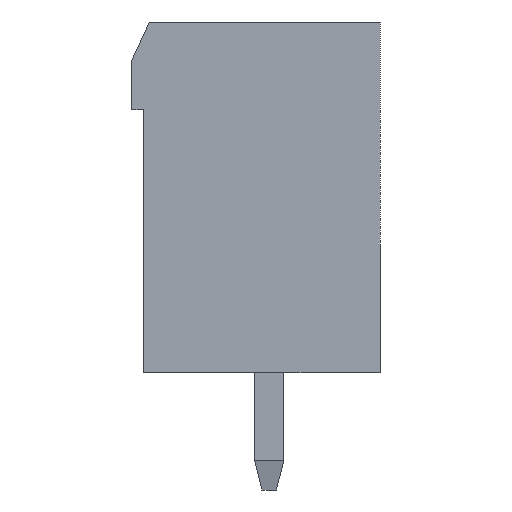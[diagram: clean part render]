
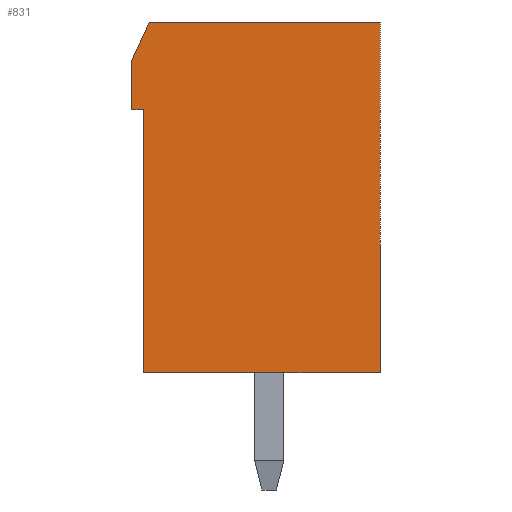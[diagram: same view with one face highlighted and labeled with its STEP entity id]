
A CAD part, left-side view. The second image highlights one B-rep face of the part: STEP entity #831.
In plain terms, the highlighted planar face has unit normal (-1, 0, 0).
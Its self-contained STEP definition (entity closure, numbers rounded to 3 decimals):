
#831 = ADVANCED_FACE( '', ( #1791 ), #1792, .F. );
#1791 = FACE_OUTER_BOUND( '', #2915, .T. );
#1792 = PLANE( '', #2916 );
#2915 = EDGE_LOOP( '', ( #4997, #4998, #4999, #5000, #5001, #5002, #5003 ) );
#2916 = AXIS2_PLACEMENT_3D( '', #5004, #5005, #5006 );
#4997 = ORIENTED_EDGE( '', *, *, #7326, .F. );
#4998 = ORIENTED_EDGE( '', *, *, #7302, .F. );
#4999 = ORIENTED_EDGE( '', *, *, #7700, .F. );
#5000 = ORIENTED_EDGE( '', *, *, #7388, .F. );
#5001 = ORIENTED_EDGE( '', *, *, #7510, .F. );
#5002 = ORIENTED_EDGE( '', *, *, #7359, .F. );
#5003 = ORIENTED_EDGE( '', *, *, #7701, .F. );
#5004 = CARTESIAN_POINT( '', ( -25., 0., 0. ) );
#5005 = DIRECTION( '', ( 1., 0., 0. ) );
#5006 = DIRECTION( '', ( 0., 0., -1. ) );
#7302 = EDGE_CURVE( '', #8940, #8942, #8943, .T. );
#7326 = EDGE_CURVE( '', #8942, #8978, #8979, .T. );
#7359 = EDGE_CURVE( '', #9036, #9038, #9039, .T. );
#7388 = EDGE_CURVE( '', #9086, #9082, #9088, .T. );
#7510 = EDGE_CURVE( '', #9038, #9086, #9274, .T. );
#7700 = EDGE_CURVE( '', #9082, #8940, #9564, .T. );
#7701 = EDGE_CURVE( '', #8978, #9036, #9565, .T. );
#8940 = VERTEX_POINT( '', #11278 );
#8942 = VERTEX_POINT( '', #11281 );
#8943 = LINE( '', #11282, #11283 );
#8978 = VERTEX_POINT( '', #11334 );
#8979 = LINE( '', #11335, #11336 );
#9036 = VERTEX_POINT( '', #11414 );
#9038 = VERTEX_POINT( '', #11417 );
#9039 = LINE( '', #11418, #11419 );
#9082 = VERTEX_POINT( '', #11481 );
#9086 = VERTEX_POINT( '', #11487 );
#9088 = LINE( '', #11490, #11491 );
#9274 = LINE( '', #11802, #11803 );
#9564 = LINE( '', #12324, #12325 );
#9565 = LINE( '', #12326, #12327 );
#11278 = CARTESIAN_POINT( '', ( -25., 4.25, 4.7 ) );
#11281 = CARTESIAN_POINT( '', ( -25., 3.65, 6. ) );
#11282 = CARTESIAN_POINT( '', ( -25., 4.25, 4.7 ) );
#11283 = VECTOR( '', #13666, 1000. );
#11334 = CARTESIAN_POINT( '', ( -25., -4.25, 6. ) );
#11335 = CARTESIAN_POINT( '', ( -25., 3.65, 6. ) );
#11336 = VECTOR( '', #13686, 1000. );
#11414 = CARTESIAN_POINT( '', ( -25., -4.25, -6. ) );
#11417 = CARTESIAN_POINT( '', ( -25., 3.85, -6. ) );
#11418 = CARTESIAN_POINT( '', ( -25., -4.25, -6. ) );
#11419 = VECTOR( '', #13736, 1000. );
#11481 = CARTESIAN_POINT( '', ( -25., 4.25, 3. ) );
#11487 = CARTESIAN_POINT( '', ( -25., 3.85, 3. ) );
#11490 = CARTESIAN_POINT( '', ( -25., 3.85, 3. ) );
#11491 = VECTOR( '', #13768, 1000. );
#11802 = CARTESIAN_POINT( '', ( -25., 3.85, -6. ) );
#11803 = VECTOR( '', #13870, 1000. );
#12324 = CARTESIAN_POINT( '', ( -25., 4.25, 3. ) );
#12325 = VECTOR( '', #14042, 1000. );
#12326 = CARTESIAN_POINT( '', ( -25., -4.25, 6. ) );
#12327 = VECTOR( '', #14043, 1000. );
#13666 = DIRECTION( '', ( 0., -0.419, 0.908 ) );
#13686 = DIRECTION( '', ( 0., -1., 0. ) );
#13736 = DIRECTION( '', ( 0., 1., 0. ) );
#13768 = DIRECTION( '', ( 0., 1., 0. ) );
#13870 = DIRECTION( '', ( 0., 0., 1. ) );
#14042 = DIRECTION( '', ( 0., 0., 1. ) );
#14043 = DIRECTION( '', ( 0., 0., -1. ) );
